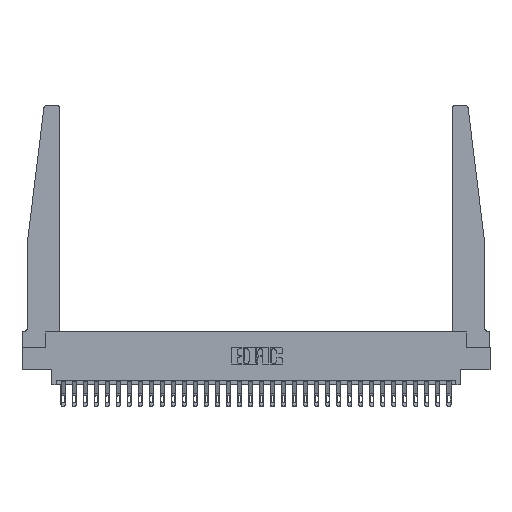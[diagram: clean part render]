
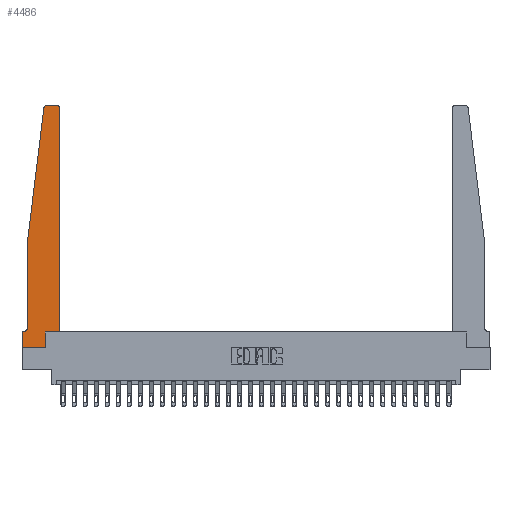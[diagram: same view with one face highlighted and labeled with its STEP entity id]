
A CAD part, top view. The second image highlights one B-rep face of the part: STEP entity #4486.
In plain terms, the highlighted planar face has unit normal (0, 0, 1).
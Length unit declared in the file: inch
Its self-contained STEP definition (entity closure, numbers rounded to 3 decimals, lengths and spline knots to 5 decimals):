
#949 = AXIS2_PLACEMENT_3D ( 'NONE', #15902, #4237, #27444 ) ;
#971 = CARTESIAN_POINT ( 'NONE',  ( 0., 0., 0.37 ) ) ;
#973 = VECTOR ( 'NONE', #23912, 39.37008 ) ;
#1107 = CARTESIAN_POINT ( 'NONE',  ( 0.24675, 2.72367, 0.37 ) ) ;
#1147 = DIRECTION ( 'NONE',  ( -1., 0., 0. ) ) ;
#1278 = ORIENTED_EDGE ( 'NONE', *, *, #25534, .T. ) ;
#1611 = EDGE_CURVE ( 'NONE', #3124, #29019, #15824, .T. ) ;
#1760 = CARTESIAN_POINT ( 'NONE',  ( 0.065, 0.1875, 0.37 ) ) ;
#1817 = VECTOR ( 'NONE', #18874, 39.37008 ) ;
#1853 = LINE ( 'NONE', #25510, #18754 ) ;
#2320 = CARTESIAN_POINT ( 'NONE',  ( 0.425, 0.18, 0.37 ) ) ;
#2727 = CIRCLE ( 'NONE', #16796, 0.05 ) ;
#2747 = EDGE_CURVE ( 'NONE', #16165, #4767, #14138, .T. ) ;
#2764 = CARTESIAN_POINT ( 'NONE',  ( 0.015, 0.1875, 0.37 ) ) ;
#3124 = VERTEX_POINT ( 'NONE', #5082 ) ;
#3126 = VECTOR ( 'NONE', #19538, 39.37008 ) ;
#3202 = CARTESIAN_POINT ( 'NONE',  ( 0.425, 2.72, 0.37 ) ) ;
#3730 = ORIENTED_EDGE ( 'NONE', *, *, #5757, .T. ) ;
#4012 = ORIENTED_EDGE ( 'NONE', *, *, #13269, .T. ) ;
#4202 = CARTESIAN_POINT ( 'NONE',  ( 0.2605, 0., 0.37 ) ) ;
#4227 = VECTOR ( 'NONE', #27358, 39.37008 ) ;
#4237 = DIRECTION ( 'NONE',  ( 0., 0., 1. ) ) ;
#4486 = ADVANCED_FACE ( 'NONE', ( #29349 ), #13123, .T. ) ;
#4637 = CARTESIAN_POINT ( 'NONE',  ( 0., 0., 0.37 ) ) ;
#4767 = VERTEX_POINT ( 'NONE', #2320 ) ;
#5082 = CARTESIAN_POINT ( 'NONE',  ( 0.065, 1.25, 0.37 ) ) ;
#5757 = EDGE_CURVE ( 'NONE', #29019, #29804, #2727, .T. ) ;
#6143 = DIRECTION ( 'NONE',  ( 0., 0., 1. ) ) ;
#6267 = EDGE_CURVE ( 'NONE', #4767, #11314, #1853, .T. ) ;
#7081 = EDGE_CURVE ( 'NONE', #15141, #29387, #16595, .T. ) ;
#7410 = ORIENTED_EDGE ( 'NONE', *, *, #21637, .T. ) ;
#7845 = CARTESIAN_POINT ( 'NONE',  ( 0.015, 0.2375, 0.37 ) ) ;
#8325 = CARTESIAN_POINT ( 'NONE',  ( 0.27653, 2.75, 0.37 ) ) ;
#8482 = VERTEX_POINT ( 'NONE', #1107 ) ;
#8669 = ORIENTED_EDGE ( 'NONE', *, *, #1611, .T. ) ;
#9146 = CARTESIAN_POINT ( 'NONE',  ( 0.395, 2.72, 0.37 ) ) ;
#9614 = EDGE_CURVE ( 'NONE', #21460, #8482, #12100, .T. ) ;
#10603 = LINE ( 'NONE', #22270, #3126 ) ;
#10684 = CARTESIAN_POINT ( 'NONE',  ( 0.2605, 0.18, 0.37 ) ) ;
#11314 = VERTEX_POINT ( 'NONE', #3202 ) ;
#11361 = LINE ( 'NONE', #20615, #21957 ) ;
#11709 = EDGE_CURVE ( 'NONE', #26676, #21460, #19068, .T. ) ;
#11759 = VERTEX_POINT ( 'NONE', #4202 ) ;
#11860 = DIRECTION ( 'NONE',  ( 1., 0., 0. ) ) ;
#12100 = CIRCLE ( 'NONE', #949, 0.03 ) ;
#12821 = CARTESIAN_POINT ( 'NONE',  ( 0., 0.1875, 0.37 ) ) ;
#13123 = PLANE ( 'NONE',  #27875 ) ;
#13269 = EDGE_CURVE ( 'NONE', #29387, #11759, #19714, .T. ) ;
#13281 = VECTOR ( 'NONE', #11860, 39.37008 ) ;
#13559 = DIRECTION ( 'NONE',  ( 0., 0., 1. ) ) ;
#13759 = CARTESIAN_POINT ( 'NONE',  ( 0., 0.1875, 0.37 ) ) ;
#14138 = LINE ( 'NONE', #16854, #13281 ) ;
#14727 = ORIENTED_EDGE ( 'NONE', *, *, #9614, .T. ) ;
#15084 = VECTOR ( 'NONE', #22290, 39.37008 ) ;
#15141 = VERTEX_POINT ( 'NONE', #13759 ) ;
#15824 = LINE ( 'NONE', #18102, #4227 ) ;
#15902 = CARTESIAN_POINT ( 'NONE',  ( 0.27653, 2.72, 0.37 ) ) ;
#16165 = VERTEX_POINT ( 'NONE', #10684 ) ;
#16595 = LINE ( 'NONE', #4637, #1817 ) ;
#16796 = AXIS2_PLACEMENT_3D ( 'NONE', #7845, #17262, #19837 ) ;
#16854 = CARTESIAN_POINT ( 'NONE',  ( 0.425, 0.18, 0.37 ) ) ;
#16972 = CARTESIAN_POINT ( 'NONE',  ( 0.395, 2.75, 0.37 ) ) ;
#17262 = DIRECTION ( 'NONE',  ( 0., 0., -1. ) ) ;
#17396 = EDGE_CURVE ( 'NONE', #11314, #26676, #21540, .T. ) ;
#17690 = LINE ( 'NONE', #1760, #22125 ) ;
#18102 = CARTESIAN_POINT ( 'NONE',  ( 0.065, 1.25, 0.37 ) ) ;
#18159 = AXIS2_PLACEMENT_3D ( 'NONE', #9146, #13559, #27513 ) ;
#18754 = VECTOR ( 'NONE', #27638, 39.37008 ) ;
#18874 = DIRECTION ( 'NONE',  ( 0., -1., 0. ) ) ;
#19068 = LINE ( 'NONE', #26200, #973 ) ;
#19538 = DIRECTION ( 'NONE',  ( 0., 1., 0. ) ) ;
#19714 = LINE ( 'NONE', #28970, #15084 ) ;
#19837 = DIRECTION ( 'NONE',  ( -1., 0., 0. ) ) ;
#20615 = CARTESIAN_POINT ( 'NONE',  ( 0.065, 1.25, 0.37 ) ) ;
#20655 = EDGE_LOOP ( 'NONE', ( #25500, #14727, #7410, #8669, #3730, #26481, #24350, #4012, #1278, #25304, #28982, #26717 ) ) ;
#21460 = VERTEX_POINT ( 'NONE', #8325 ) ;
#21540 = CIRCLE ( 'NONE', #18159, 0.03 ) ;
#21637 = EDGE_CURVE ( 'NONE', #8482, #3124, #11361, .T. ) ;
#21957 = VECTOR ( 'NONE', #23031, 39.37008 ) ;
#22125 = VECTOR ( 'NONE', #1147, 39.37008 ) ;
#22221 = DIRECTION ( 'NONE',  ( 1., 0., 0. ) ) ;
#22270 = CARTESIAN_POINT ( 'NONE',  ( 0.2605, 0.18, 0.37 ) ) ;
#22290 = DIRECTION ( 'NONE',  ( 1., 0., 0. ) ) ;
#23031 = DIRECTION ( 'NONE',  ( -0.122, -0.992, 0. ) ) ;
#23912 = DIRECTION ( 'NONE',  ( -1., 0., 0. ) ) ;
#24350 = ORIENTED_EDGE ( 'NONE', *, *, #7081, .T. ) ;
#24984 = CARTESIAN_POINT ( 'NONE',  ( 0.065, 0.2375, 0.37 ) ) ;
#25304 = ORIENTED_EDGE ( 'NONE', *, *, #2747, .T. ) ;
#25500 = ORIENTED_EDGE ( 'NONE', *, *, #11709, .T. ) ;
#25510 = CARTESIAN_POINT ( 'NONE',  ( 0.425, 0.18, 0.37 ) ) ;
#25534 = EDGE_CURVE ( 'NONE', #11759, #16165, #10603, .T. ) ;
#26200 = CARTESIAN_POINT ( 'NONE',  ( 0.25, 2.75, 0.37 ) ) ;
#26481 = ORIENTED_EDGE ( 'NONE', *, *, #27733, .T. ) ;
#26676 = VERTEX_POINT ( 'NONE', #16972 ) ;
#26717 = ORIENTED_EDGE ( 'NONE', *, *, #17396, .T. ) ;
#27358 = DIRECTION ( 'NONE',  ( 0., -1., 0. ) ) ;
#27444 = DIRECTION ( 'NONE',  ( 1., 0., 0. ) ) ;
#27513 = DIRECTION ( 'NONE',  ( 1., 0., 0. ) ) ;
#27638 = DIRECTION ( 'NONE',  ( 0., 1., 0. ) ) ;
#27733 = EDGE_CURVE ( 'NONE', #29804, #15141, #17690, .T. ) ;
#27875 = AXIS2_PLACEMENT_3D ( 'NONE', #12821, #6143, #22221 ) ;
#28970 = CARTESIAN_POINT ( 'NONE',  ( 0., 0., 0.37 ) ) ;
#28982 = ORIENTED_EDGE ( 'NONE', *, *, #6267, .T. ) ;
#29019 = VERTEX_POINT ( 'NONE', #24984 ) ;
#29349 = FACE_OUTER_BOUND ( 'NONE', #20655, .T. ) ;
#29387 = VERTEX_POINT ( 'NONE', #971 ) ;
#29804 = VERTEX_POINT ( 'NONE', #2764 ) ;
